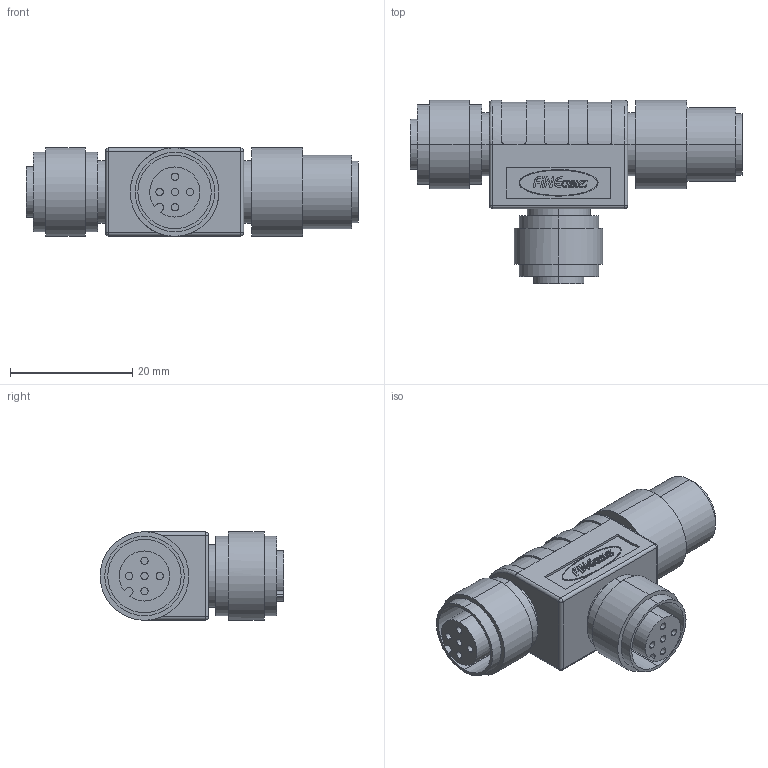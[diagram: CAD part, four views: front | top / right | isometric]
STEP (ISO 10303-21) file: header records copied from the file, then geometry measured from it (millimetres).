
FILE_DESCRIPTION (( 'STEP AP203' ), '1' );
FILE_NAME ('P264.STEP', '2020-03-31T06:53:02', ( 'edpusr' ), ( 'Microsoft' ), 'SwSTEP 2.0', 'SolidWorks 2015', '' );
FILE_SCHEMA (( 'CONFIG_CONTROL_DESIGN' ));
Length unit declared in the file: millimetre
Products named in the file (1): P264
Bounding box: 54.3 x 30.05 x 14.5 mm (x, y, z)
Volume: 9494 mm3; surface area: 5855.3 mm2
Topology: 1 solids, 1 shells, 395 faces, 1032 edges, 668 vertices
Faces by surface type: plane 186, cylinder 184, bspline 23, cone 2
Entity records: 12800 total; most frequent: CARTESIAN_POINT 2879, DIRECTION 2104, ORIENTED_EDGE 2028, EDGE_CURVE 1014, AXIS2_PLACEMENT_3D 745, VERTEX_POINT 668, LINE 614, VECTOR 614
